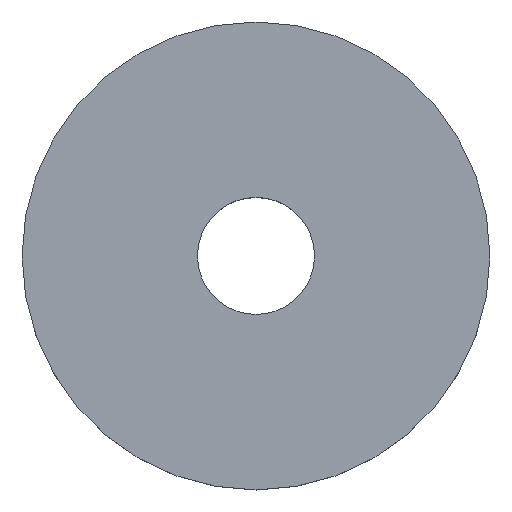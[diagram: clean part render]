
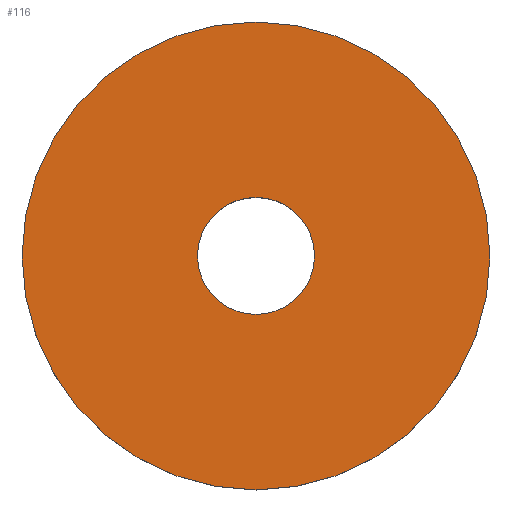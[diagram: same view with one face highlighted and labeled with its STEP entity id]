
A CAD part, top view. The second image highlights one B-rep face of the part: STEP entity #116.
In plain terms, the highlighted planar face has unit normal (0, 0, 1).
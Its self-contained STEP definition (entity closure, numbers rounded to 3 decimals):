
#1 = ORIENTED_EDGE ( 'NONE', *, *, #57, .F. ) ;
#8 = CARTESIAN_POINT ( 'NONE',  ( 0., 10., 2.5 ) ) ;
#9 = VERTEX_POINT ( 'NONE', #8 ) ;
#15 = CARTESIAN_POINT ( 'NONE',  ( 0., 2.5, 2.5 ) ) ;
#17 = EDGE_LOOP ( 'NONE', ( #1 ) ) ;
#28 = CIRCLE ( 'NONE', #61, 10. ) ;
#40 = FACE_BOUND ( 'NONE', #134, .T. ) ;
#53 = DIRECTION ( 'NONE',  ( 0., 0., -1. ) ) ;
#57 = EDGE_CURVE ( 'NONE', #9, #9, #28, .T. ) ;
#61 = AXIS2_PLACEMENT_3D ( 'NONE', #110, #53, #158 ) ;
#64 = AXIS2_PLACEMENT_3D ( 'NONE', #106, #108, #131 ) ;
#68 = DIRECTION ( 'NONE',  ( 0., -1., 0. ) ) ;
#82 = DIRECTION ( 'NONE',  ( 0., 0., 1. ) ) ;
#84 = EDGE_CURVE ( 'NONE', #115, #115, #135, .T. ) ;
#94 = FACE_OUTER_BOUND ( 'NONE', #17, .T. ) ;
#98 = ORIENTED_EDGE ( 'NONE', *, *, #84, .T. ) ;
#106 = CARTESIAN_POINT ( 'NONE',  ( 0., 0., 2.5 ) ) ;
#108 = DIRECTION ( 'NONE',  ( 0., 0., -1. ) ) ;
#110 = CARTESIAN_POINT ( 'NONE',  ( 0., 0., 2.5 ) ) ;
#115 = VERTEX_POINT ( 'NONE', #164 ) ;
#116 = ADVANCED_FACE ( 'NONE', ( #40, #94 ), #156, .T. ) ;
#131 = DIRECTION ( 'NONE',  ( 0., 1., 0. ) ) ;
#134 = EDGE_LOOP ( 'NONE', ( #98 ) ) ;
#135 = CIRCLE ( 'NONE', #64, 2.5 ) ;
#155 = AXIS2_PLACEMENT_3D ( 'NONE', #15, #82, #68 ) ;
#156 = PLANE ( 'NONE',  #155 ) ;
#158 = DIRECTION ( 'NONE',  ( 0., 1., 0. ) ) ;
#164 = CARTESIAN_POINT ( 'NONE',  ( 0., 2.5, 2.5 ) ) ;
